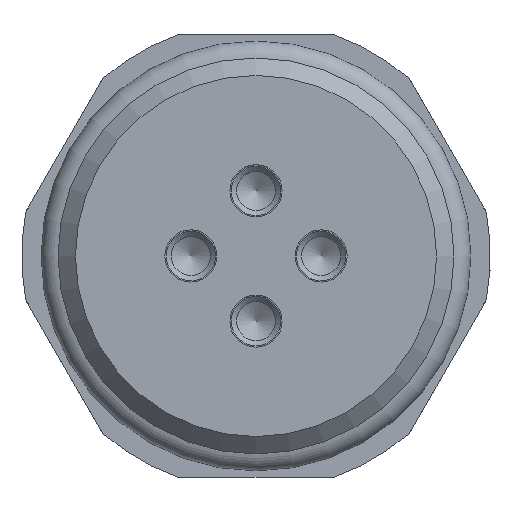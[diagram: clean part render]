
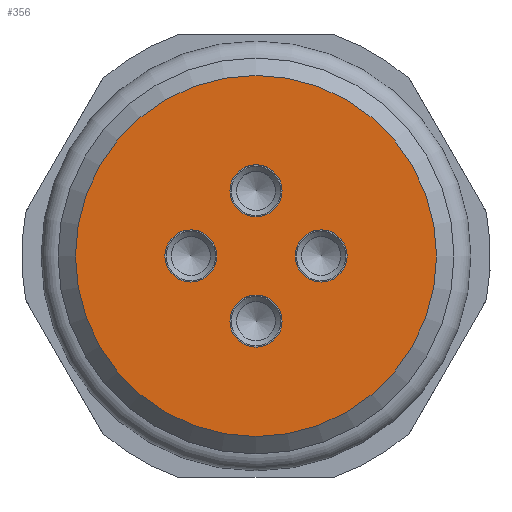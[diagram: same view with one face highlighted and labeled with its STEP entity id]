
A CAD part, front view. The second image highlights one B-rep face of the part: STEP entity #356.
In plain terms, the highlighted planar face has unit normal (0, -1, 0).
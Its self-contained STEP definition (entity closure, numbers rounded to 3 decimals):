
#138=PLANE('',#1740);
#356=ADVANCED_FACE('',(#550,#551,#552,#553,#554),#138,.T.);
#550=FACE_BOUND('',#682,.T.);
#551=FACE_BOUND('',#683,.T.);
#552=FACE_BOUND('',#684,.T.);
#553=FACE_BOUND('',#685,.T.);
#554=FACE_BOUND('',#686,.T.);
#682=EDGE_LOOP('',(#916));
#683=EDGE_LOOP('',(#917));
#684=EDGE_LOOP('',(#918));
#685=EDGE_LOOP('',(#919));
#686=EDGE_LOOP('',(#920));
#916=ORIENTED_EDGE('',*,*,#1408,.F.);
#917=ORIENTED_EDGE('',*,*,#1407,.F.);
#918=ORIENTED_EDGE('',*,*,#1406,.F.);
#919=ORIENTED_EDGE('',*,*,#1405,.F.);
#920=ORIENTED_EDGE('',*,*,#1409,.T.);
#1240=VERTEX_POINT('',#3177);
#1241=VERTEX_POINT('',#3180);
#1242=VERTEX_POINT('',#3183);
#1243=VERTEX_POINT('',#3186);
#1244=VERTEX_POINT('',#3189);
#1405=EDGE_CURVE('',#1240,#1240,#1574,.T.);
#1406=EDGE_CURVE('',#1241,#1241,#1575,.T.);
#1407=EDGE_CURVE('',#1242,#1242,#1576,.T.);
#1408=EDGE_CURVE('',#1243,#1243,#1577,.T.);
#1409=EDGE_CURVE('',#1244,#1244,#1578,.T.);
#1574=CIRCLE('',#1731,1.);
#1575=CIRCLE('',#1733,1.);
#1576=CIRCLE('',#1735,1.);
#1577=CIRCLE('',#1737,1.);
#1578=CIRCLE('',#1739,6.93);
#1731=AXIS2_PLACEMENT_3D('',#3176,#2058,#2059);
#1733=AXIS2_PLACEMENT_3D('',#3179,#2062,#2063);
#1735=AXIS2_PLACEMENT_3D('',#3182,#2066,#2067);
#1737=AXIS2_PLACEMENT_3D('',#3185,#2070,#2071);
#1739=AXIS2_PLACEMENT_3D('',#3188,#2074,#2075);
#1740=AXIS2_PLACEMENT_3D('',#3190,#2076,#2077);
#2058=DIRECTION('',(0.,-1.,0.));
#2059=DIRECTION('',(0.,0.,-1.));
#2062=DIRECTION('',(0.,-1.,0.));
#2063=DIRECTION('',(0.,0.,-1.));
#2066=DIRECTION('',(0.,-1.,0.));
#2067=DIRECTION('',(0.,0.,-1.));
#2070=DIRECTION('',(0.,-1.,0.));
#2071=DIRECTION('',(0.,0.,-1.));
#2074=DIRECTION('',(0.,-1.,0.));
#2075=DIRECTION('',(0.,0.,-1.));
#2076=DIRECTION('',(0.,-1.,0.));
#2077=DIRECTION('',(0.,0.,-1.));
#3176=CARTESIAN_POINT('',(50.,50.,2.5));
#3177=CARTESIAN_POINT('',(50.,50.,1.5));
#3179=CARTESIAN_POINT('',(50.,50.,-2.5));
#3180=CARTESIAN_POINT('',(50.,50.,-3.5));
#3182=CARTESIAN_POINT('',(47.5,50.,0.));
#3183=CARTESIAN_POINT('',(47.5,50.,-1.));
#3185=CARTESIAN_POINT('',(52.5,50.,0.));
#3186=CARTESIAN_POINT('',(52.5,50.,-1.));
#3188=CARTESIAN_POINT('',(50.,50.,0.));
#3189=CARTESIAN_POINT('',(50.,50.,-6.93));
#3190=CARTESIAN_POINT('',(55.,50.,0.));
